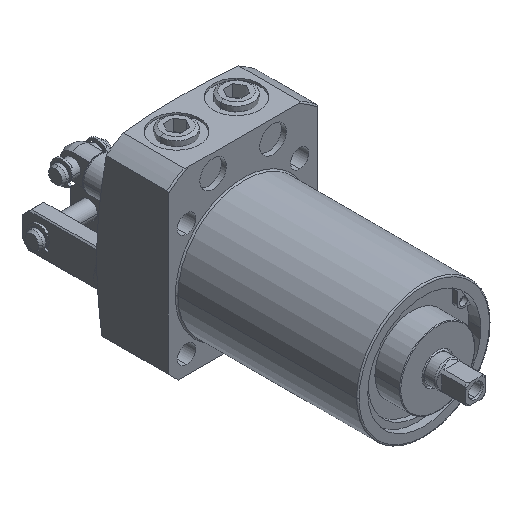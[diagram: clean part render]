
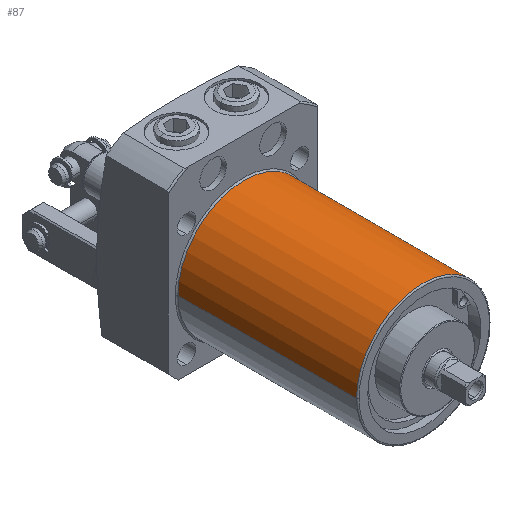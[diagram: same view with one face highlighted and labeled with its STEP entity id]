
A CAD part, isometric view. The second image highlights one B-rep face of the part: STEP entity #87.
In plain terms, the highlighted cylindrical face has radius 20 mm (diameter 40 mm), a partial arc.
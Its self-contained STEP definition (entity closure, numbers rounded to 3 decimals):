
#87 = ADVANCED_FACE ( 'NONE', ( #10565 ), #10566, .T. ) ;
#390 = AXIS2_PLACEMENT_3D ( 'NONE', #6341, #6357, #6358 ) ;
#1656 = AXIS2_PLACEMENT_3D ( 'NONE', #6936, #6937, #6938 ) ;
#1668 = AXIS2_PLACEMENT_3D ( 'NONE', #7090, #7091, #7092 ) ;
#1931 = ORIENTED_EDGE ( 'NONE', *, *, #3299, .T. ) ;
#2203 = ORIENTED_EDGE ( 'NONE', *, *, #3283, .T. ) ;
#2284 = ORIENTED_EDGE ( 'NONE', *, *, #3300, .T. ) ;
#2530 = ORIENTED_EDGE ( 'NONE', *, *, #3301, .F. ) ;
#3283 = EDGE_CURVE ( 'NONE', #11250, #11248, #4713, .T. ) ;
#3299 = EDGE_CURVE ( 'NONE', #11242, #11245, #4589, .T. ) ;
#3300 = EDGE_CURVE ( 'NONE', #11245, #11250, #4585, .T. ) ;
#3301 = EDGE_CURVE ( 'NONE', #11242, #11248, #4584, .T. ) ;
#4554 = VECTOR ( 'NONE', #7094, 1000. ) ;
#4582 = VECTOR ( 'NONE', #7084, 1000. ) ;
#4584 = LINE ( 'NONE', #7093, #4554 ) ;
#4585 = LINE ( 'NONE', #7077, #4582 ) ;
#4589 = CIRCLE ( 'NONE', #1668, 20. ) ;
#4713 = CIRCLE ( 'NONE', #1656, 20. ) ;
#6341 = CARTESIAN_POINT ( 'NONE',  ( 0., 0., 0. ) ) ;
#6357 = DIRECTION ( 'NONE',  ( 0., 1., 0. ) ) ;
#6358 = DIRECTION ( 'NONE',  ( -1., 0., 0. ) ) ;
#6936 = CARTESIAN_POINT ( 'NONE',  ( 0., -24.6, 0. ) ) ;
#6937 = DIRECTION ( 'NONE',  ( 0., -1., 0. ) ) ;
#6938 = DIRECTION ( 'NONE',  ( -1., 0., 0. ) ) ;
#7077 = CARTESIAN_POINT ( 'NONE',  ( 20., 0., 0. ) ) ;
#7084 = DIRECTION ( 'NONE',  ( 0., 1., 0. ) ) ;
#7090 = CARTESIAN_POINT ( 'NONE',  ( 0., -78.3, 0. ) ) ;
#7091 = DIRECTION ( 'NONE',  ( 0., 1., 0. ) ) ;
#7092 = DIRECTION ( 'NONE',  ( -1., 0., 0. ) ) ;
#7093 = CARTESIAN_POINT ( 'NONE',  ( -20., 0., 0. ) ) ;
#7094 = DIRECTION ( 'NONE',  ( 0., 1., 0. ) ) ;
#7607 = CARTESIAN_POINT ( 'NONE',  ( -20., -78.3, 0. ) ) ;
#7610 = CARTESIAN_POINT ( 'NONE',  ( 20., -78.3, 0. ) ) ;
#7613 = CARTESIAN_POINT ( 'NONE',  ( -20., -24.6, 0. ) ) ;
#7615 = CARTESIAN_POINT ( 'NONE',  ( 20., -24.6, 0. ) ) ;
#10565 = FACE_OUTER_BOUND ( 'NONE', #13267, .T. ) ;
#10566 = CYLINDRICAL_SURFACE ( 'NONE', #390, 20. ) ;
#11242 = VERTEX_POINT ( 'NONE', #7607 ) ;
#11245 = VERTEX_POINT ( 'NONE', #7610 ) ;
#11248 = VERTEX_POINT ( 'NONE', #7613 ) ;
#11250 = VERTEX_POINT ( 'NONE', #7615 ) ;
#13267 = EDGE_LOOP ( 'NONE', ( #1931, #2284, #2203, #2530 ) ) ;
